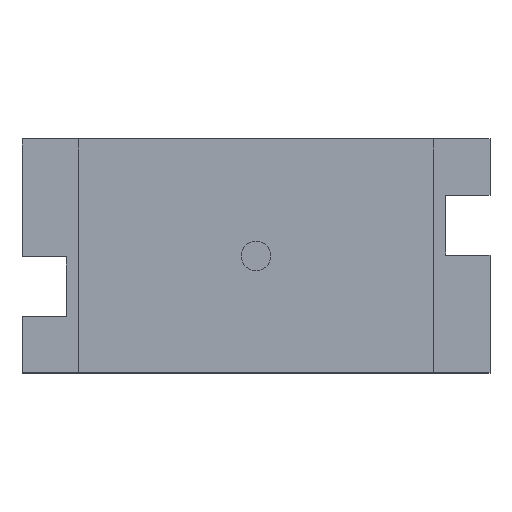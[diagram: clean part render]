
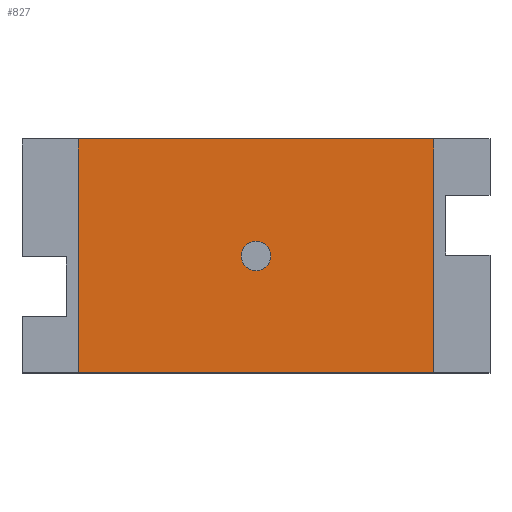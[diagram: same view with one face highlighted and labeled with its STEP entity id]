
A CAD part, top view. The second image highlights one B-rep face of the part: STEP entity #827.
In plain terms, the highlighted planar face has unit normal (0, 0, 1).
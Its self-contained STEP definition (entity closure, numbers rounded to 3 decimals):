
#698 = VERTEX_POINT('',#699);
#699 = CARTESIAN_POINT('',(-2.413,1.588,0.635));
#705 = EDGE_CURVE('',#698,#706,#708,.T.);
#706 = VERTEX_POINT('',#707);
#707 = CARTESIAN_POINT('',(2.413,1.588,0.635));
#708 = LINE('',#709,#710);
#709 = CARTESIAN_POINT('',(-2.413,1.588,0.635));
#710 = VECTOR('',#711,1.);
#711 = DIRECTION('',(1.,0.,0.));
#736 = EDGE_CURVE('',#706,#737,#739,.T.);
#737 = VERTEX_POINT('',#738);
#738 = CARTESIAN_POINT('',(2.413,-1.588,0.635));
#739 = LINE('',#740,#741);
#740 = CARTESIAN_POINT('',(2.413,1.588,0.635));
#741 = VECTOR('',#742,1.);
#742 = DIRECTION('',(0.,-1.,0.));
#767 = EDGE_CURVE('',#737,#768,#770,.T.);
#768 = VERTEX_POINT('',#769);
#769 = CARTESIAN_POINT('',(-2.413,-1.588,0.635));
#770 = LINE('',#771,#772);
#771 = CARTESIAN_POINT('',(2.413,-1.588,0.635));
#772 = VECTOR('',#773,1.);
#773 = DIRECTION('',(-1.,0.,0.));
#798 = EDGE_CURVE('',#768,#698,#799,.T.);
#799 = LINE('',#800,#801);
#800 = CARTESIAN_POINT('',(-2.413,-1.588,0.635));
#801 = VECTOR('',#802,1.);
#802 = DIRECTION('',(0.,1.,0.));
#827 = ADVANCED_FACE('',(#828),#834,.T.);
#828 = FACE_BOUND('',#829,.F.);
#829 = EDGE_LOOP('',(#830,#831,#832,#833));
#830 = ORIENTED_EDGE('',*,*,#705,.T.);
#831 = ORIENTED_EDGE('',*,*,#736,.T.);
#832 = ORIENTED_EDGE('',*,*,#767,.T.);
#833 = ORIENTED_EDGE('',*,*,#798,.T.);
#834 = PLANE('',#835);
#835 = AXIS2_PLACEMENT_3D('',#836,#837,#838);
#836 = CARTESIAN_POINT('',(-2.413,1.588,0.635));
#837 = DIRECTION('',(0.,0.,1.));
#838 = DIRECTION('',(1.,0.,0.));
